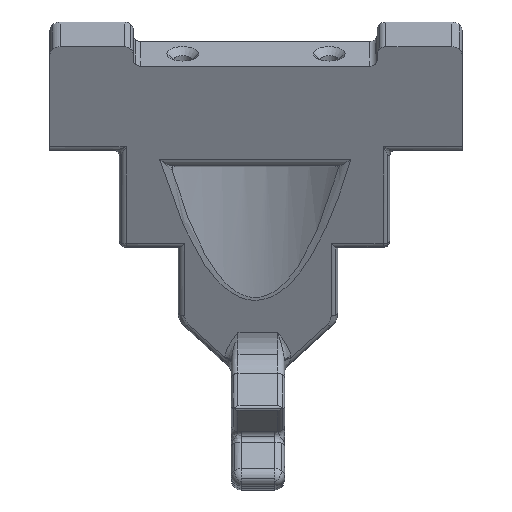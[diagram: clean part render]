
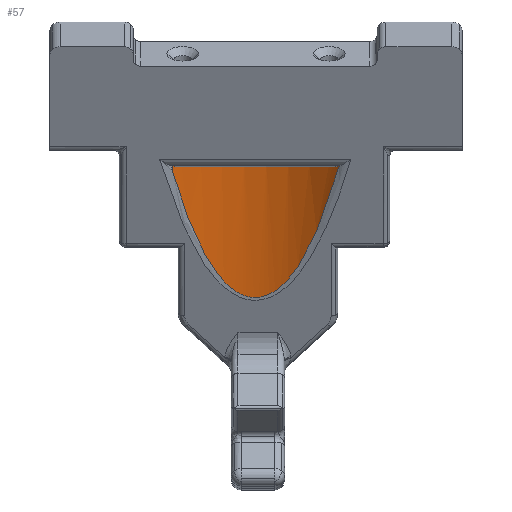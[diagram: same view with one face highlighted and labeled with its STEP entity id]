
A CAD part, front view. The second image highlights one B-rep face of the part: STEP entity #57.
In plain terms, the highlighted cylindrical face has radius 20 mm (diameter 40 mm), a partial arc.
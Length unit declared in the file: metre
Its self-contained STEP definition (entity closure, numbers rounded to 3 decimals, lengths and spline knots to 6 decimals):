
#57=ADVANCED_FACE('1:6813',(#223),#224,.F.);
#223=FACE_OUTER_BOUND('',#545,.T.);
#224=CYLINDRICAL_SURFACE('',#546,0.02);
#545=EDGE_LOOP('',(#6016,#6017,#6018,#6019,#6020));
#546=AXIS2_PLACEMENT_3D('',#6021,#6022,#6023);
#6016=ORIENTED_EDGE('',*,*,#7216,.F.);
#6017=ORIENTED_EDGE('',*,*,#7217,.F.);
#6018=ORIENTED_EDGE('',*,*,#7218,.F.);
#6019=ORIENTED_EDGE('',*,*,#7219,.F.);
#6020=ORIENTED_EDGE('',*,*,#7220,.F.);
#6021=CARTESIAN_POINT('',(-0.031416,-0.016965,0.006516));
#6022=DIRECTION('',(0.,0.242,-0.97));
#6023=DIRECTION('',(-0.618,0.763,0.19));
#7216=EDGE_CURVE('',#7634,#7635,#7636,.T.);
#7217=EDGE_CURVE('1:7536',#7637,#7634,#7638,.T.);
#7218=EDGE_CURVE('1:7551',#7639,#7637,#7640,.T.);
#7219=EDGE_CURVE('1:7554',#7641,#7639,#7642,.F.);
#7220=EDGE_CURVE('1:7545',#7635,#7641,#7643,.T.);
#7634=VERTEX_POINT('',#8283);
#7635=VERTEX_POINT('',#8284);
#7636=LINE('',#8285,#8286);
#7637=VERTEX_POINT('',#8287);
#7638=ELLIPSE('',#8288,0.097592,0.02);
#7639=VERTEX_POINT('',#8289);
#7640=B_SPLINE_CURVE_WITH_KNOTS('',3,(#8290,#8291,#8292,#8293,#8294,#8295),.UNSPECIFIED.,.F.,.F.,(4,2,4),(-0.004035,-0.002746,-0.002101),.UNSPECIFIED.);
#7641=VERTEX_POINT('',#8296);
#7642=CIRCLE('',#8297,0.02);
#7643=B_SPLINE_CURVE_WITH_KNOTS('',3,(#8298,#8299,#8300,#8301),.UNSPECIFIED.,.F.,.F.,(4,4),(-0.015298,-0.013746),.UNSPECIFIED.);
#8283=CARTESIAN_POINT('',(-0.043769,-0.00201,0.011553));
#8284=CARTESIAN_POINT('',(-0.043769,-0.002245,0.012492));
#8285=CARTESIAN_POINT('',(-0.043769,0.000238,0.002535));
#8286=VECTOR('',#9487,1.0);
#8287=CARTESIAN_POINT('',(-0.018771,-0.002506,0.012577));
#8288=AXIS2_PLACEMENT_3D('',#9488,#9489,#9490);
#8289=CARTESIAN_POINT('',(-0.02037,-0.001272,0.012491));
#8290=CARTESIAN_POINT('',(-0.02037,-0.001272,0.012491));
#8291=CARTESIAN_POINT('',(-0.020011,-0.001502,0.012433));
#8292=CARTESIAN_POINT('',(-0.019629,-0.001776,0.01241));
#8293=CARTESIAN_POINT('',(-0.019099,-0.00221,0.012478));
#8294=CARTESIAN_POINT('',(-0.018929,-0.002359,0.012518));
#8295=CARTESIAN_POINT('',(-0.018771,-0.002506,0.012577));
#8296=CARTESIAN_POINT('',(-0.042462,-0.001272,0.012491));
#8297=AXIS2_PLACEMENT_3D('',#9491,#9492,#9493);
#8298=CARTESIAN_POINT('',(-0.043769,-0.002245,0.012492));
#8299=CARTESIAN_POINT('',(-0.043359,-0.001891,0.012403));
#8300=CARTESIAN_POINT('',(-0.042894,-0.001549,0.012421));
#8301=CARTESIAN_POINT('',(-0.042462,-0.001272,0.012491));
#9487=DIRECTION('',(0.,-0.242,0.97));
#9488=CARTESIAN_POINT('',(-0.031416,-0.035446,0.080638));
#9489=DIRECTION('',(0.,0.9,0.436));
#9490=DIRECTION('',(0.,0.436,-0.9));
#9491=CARTESIAN_POINT('',(-0.031416,-0.017449,0.008457));
#9492=DIRECTION('',(0.,-0.242,0.97));
#9493=DIRECTION('',(-0.618,0.763,0.19));
